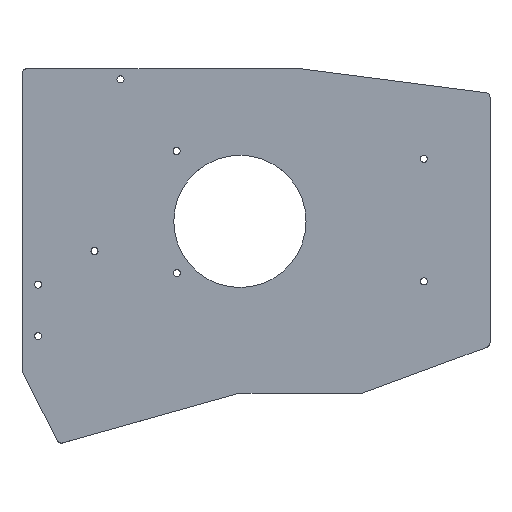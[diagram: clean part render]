
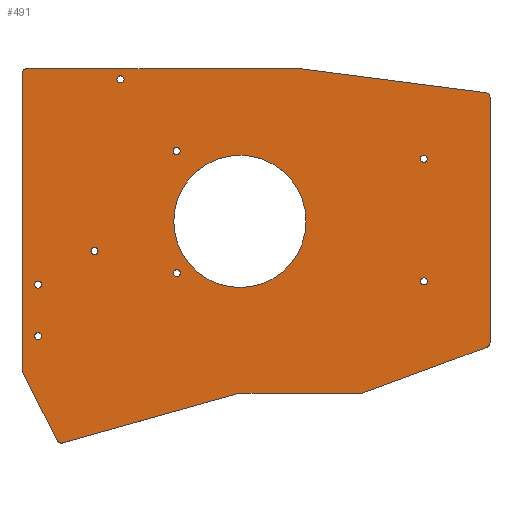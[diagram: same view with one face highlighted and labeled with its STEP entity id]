
A CAD part, top view. The second image highlights one B-rep face of the part: STEP entity #491.
In plain terms, the highlighted planar face has unit normal (0, 0, 1).
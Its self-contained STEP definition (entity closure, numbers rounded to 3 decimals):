
#15=FACE_BOUND('',#90,.T.);
#16=FACE_BOUND('',#91,.T.);
#17=FACE_BOUND('',#92,.T.);
#18=FACE_BOUND('',#93,.T.);
#19=FACE_BOUND('',#94,.T.);
#20=FACE_BOUND('',#95,.T.);
#21=FACE_BOUND('',#96,.T.);
#22=FACE_BOUND('',#97,.T.);
#23=FACE_BOUND('',#98,.T.);
#41=PLANE('',#557);
#65=FACE_OUTER_BOUND('',#89,.T.);
#89=EDGE_LOOP('',(#411,#412,#413,#414,#415,#416,#417,#418,#419,#420,#421,
#422,#423));
#90=EDGE_LOOP('',(#424));
#91=EDGE_LOOP('',(#425));
#92=EDGE_LOOP('',(#426));
#93=EDGE_LOOP('',(#427));
#94=EDGE_LOOP('',(#428));
#95=EDGE_LOOP('',(#429));
#96=EDGE_LOOP('',(#430));
#97=EDGE_LOOP('',(#431));
#98=EDGE_LOOP('',(#432));
#120=LINE('',#765,#158);
#124=LINE('',#777,#162);
#128=LINE('',#789,#166);
#132=LINE('',#801,#170);
#135=LINE('',#807,#173);
#139=LINE('',#819,#177);
#143=LINE('',#831,#181);
#146=LINE('',#835,#184);
#158=VECTOR('',#628,10.);
#162=VECTOR('',#640,10.);
#166=VECTOR('',#652,10.);
#170=VECTOR('',#664,10.);
#173=VECTOR('',#669,10.);
#177=VECTOR('',#681,10.);
#181=VECTOR('',#693,10.);
#184=VECTOR('',#698,10.);
#185=CIRCLE('',#508,1.1);
#187=CIRCLE('',#511,1.1);
#189=CIRCLE('',#514,1.1);
#191=CIRCLE('',#517,1.1);
#193=CIRCLE('',#520,1.1);
#195=CIRCLE('',#523,20.55);
#197=CIRCLE('',#526,1.1);
#199=CIRCLE('',#529,1.1);
#201=CIRCLE('',#532,1.1);
#204=CIRCLE('',#537,1.5);
#206=CIRCLE('',#541,1.502);
#208=CIRCLE('',#545,1.5);
#210=CIRCLE('',#550,1.511);
#212=CIRCLE('',#554,1.5);
#213=VERTEX_POINT('',#705);
#215=VERTEX_POINT('',#711);
#217=VERTEX_POINT('',#717);
#219=VERTEX_POINT('',#723);
#221=VERTEX_POINT('',#729);
#223=VERTEX_POINT('',#735);
#225=VERTEX_POINT('',#741);
#227=VERTEX_POINT('',#747);
#229=VERTEX_POINT('',#753);
#233=VERTEX_POINT('',#762);
#234=VERTEX_POINT('',#764);
#236=VERTEX_POINT('',#770);
#238=VERTEX_POINT('',#776);
#240=VERTEX_POINT('',#782);
#242=VERTEX_POINT('',#788);
#244=VERTEX_POINT('',#794);
#246=VERTEX_POINT('',#800);
#248=VERTEX_POINT('',#806);
#250=VERTEX_POINT('',#812);
#252=VERTEX_POINT('',#818);
#254=VERTEX_POINT('',#824);
#256=VERTEX_POINT('',#830);
#257=EDGE_CURVE('',#213,#213,#185,.T.);
#260=EDGE_CURVE('',#215,#215,#187,.T.);
#263=EDGE_CURVE('',#217,#217,#189,.T.);
#266=EDGE_CURVE('',#219,#219,#191,.T.);
#269=EDGE_CURVE('',#221,#221,#193,.T.);
#272=EDGE_CURVE('',#223,#223,#195,.T.);
#275=EDGE_CURVE('',#225,#225,#197,.T.);
#278=EDGE_CURVE('',#227,#227,#199,.T.);
#281=EDGE_CURVE('',#229,#229,#201,.T.);
#286=EDGE_CURVE('',#234,#233,#120,.T.);
#289=EDGE_CURVE('',#236,#234,#204,.T.);
#292=EDGE_CURVE('',#238,#236,#124,.T.);
#295=EDGE_CURVE('',#240,#238,#206,.T.);
#298=EDGE_CURVE('',#242,#240,#128,.T.);
#301=EDGE_CURVE('',#244,#242,#208,.T.);
#304=EDGE_CURVE('',#246,#244,#132,.T.);
#307=EDGE_CURVE('',#248,#246,#135,.T.);
#310=EDGE_CURVE('',#250,#248,#210,.T.);
#313=EDGE_CURVE('',#252,#250,#139,.T.);
#316=EDGE_CURVE('',#254,#252,#212,.T.);
#319=EDGE_CURVE('',#256,#254,#143,.T.);
#322=EDGE_CURVE('',#233,#256,#146,.T.);
#411=ORIENTED_EDGE('',*,*,#322,.T.);
#412=ORIENTED_EDGE('',*,*,#319,.T.);
#413=ORIENTED_EDGE('',*,*,#316,.T.);
#414=ORIENTED_EDGE('',*,*,#313,.T.);
#415=ORIENTED_EDGE('',*,*,#310,.T.);
#416=ORIENTED_EDGE('',*,*,#307,.T.);
#417=ORIENTED_EDGE('',*,*,#304,.T.);
#418=ORIENTED_EDGE('',*,*,#301,.T.);
#419=ORIENTED_EDGE('',*,*,#298,.T.);
#420=ORIENTED_EDGE('',*,*,#295,.T.);
#421=ORIENTED_EDGE('',*,*,#292,.T.);
#422=ORIENTED_EDGE('',*,*,#289,.T.);
#423=ORIENTED_EDGE('',*,*,#286,.T.);
#424=ORIENTED_EDGE('',*,*,#281,.T.);
#425=ORIENTED_EDGE('',*,*,#278,.T.);
#426=ORIENTED_EDGE('',*,*,#275,.T.);
#427=ORIENTED_EDGE('',*,*,#272,.T.);
#428=ORIENTED_EDGE('',*,*,#269,.T.);
#429=ORIENTED_EDGE('',*,*,#266,.T.);
#430=ORIENTED_EDGE('',*,*,#263,.T.);
#431=ORIENTED_EDGE('',*,*,#260,.T.);
#432=ORIENTED_EDGE('',*,*,#257,.T.);
#491=ADVANCED_FACE('',(#65,#15,#16,#17,#18,#19,#20,#21,#22,#23),#41,.T.);
#508=AXIS2_PLACEMENT_3D('',#706,#563,#564);
#511=AXIS2_PLACEMENT_3D('',#712,#570,#571);
#514=AXIS2_PLACEMENT_3D('',#718,#577,#578);
#517=AXIS2_PLACEMENT_3D('',#724,#584,#585);
#520=AXIS2_PLACEMENT_3D('',#730,#591,#592);
#523=AXIS2_PLACEMENT_3D('',#736,#598,#599);
#526=AXIS2_PLACEMENT_3D('',#742,#605,#606);
#529=AXIS2_PLACEMENT_3D('',#748,#612,#613);
#532=AXIS2_PLACEMENT_3D('',#754,#619,#620);
#537=AXIS2_PLACEMENT_3D('',#771,#634,#635);
#541=AXIS2_PLACEMENT_3D('',#783,#646,#647);
#545=AXIS2_PLACEMENT_3D('',#795,#658,#659);
#550=AXIS2_PLACEMENT_3D('',#813,#675,#676);
#554=AXIS2_PLACEMENT_3D('',#825,#687,#688);
#557=AXIS2_PLACEMENT_3D('',#836,#699,#700);
#563=DIRECTION('center_axis',(0.,0.,-1.));
#564=DIRECTION('ref_axis',(-1.,0.,0.));
#570=DIRECTION('center_axis',(0.,0.,-1.));
#571=DIRECTION('ref_axis',(-1.,0.,0.));
#577=DIRECTION('center_axis',(0.,0.,-1.));
#578=DIRECTION('ref_axis',(-1.,0.,0.));
#584=DIRECTION('center_axis',(0.,0.,-1.));
#585=DIRECTION('ref_axis',(-1.,0.,0.));
#591=DIRECTION('center_axis',(0.,0.,-1.));
#592=DIRECTION('ref_axis',(-1.,0.,0.));
#598=DIRECTION('center_axis',(0.,0.,-1.));
#599=DIRECTION('ref_axis',(-1.,0.,0.));
#605=DIRECTION('center_axis',(0.,0.,-1.));
#606=DIRECTION('ref_axis',(-1.,0.,0.));
#612=DIRECTION('center_axis',(0.,0.,-1.));
#613=DIRECTION('ref_axis',(-1.,0.,0.));
#619=DIRECTION('center_axis',(0.,0.,-1.));
#620=DIRECTION('ref_axis',(-1.,0.,0.));
#628=DIRECTION('',(0.963,0.271,0.));
#634=DIRECTION('center_axis',(0.,0.,1.));
#635=DIRECTION('ref_axis',(0.264,-0.965,0.));
#640=DIRECTION('',(0.454,-0.891,0.));
#646=DIRECTION('center_axis',(0.,0.,1.));
#647=DIRECTION('ref_axis',(-0.891,-0.454,0.));
#652=DIRECTION('',(0.,-1.,0.));
#658=DIRECTION('center_axis',(0.,0.,1.));
#659=DIRECTION('ref_axis',(-1.,0.,0.));
#664=DIRECTION('',(-1.,0.,0.));
#669=DIRECTION('',(-0.992,0.128,0.));
#675=DIRECTION('center_axis',(0.,0.,1.));
#676=DIRECTION('ref_axis',(0.116,0.993,0.));
#681=DIRECTION('',(0.,1.,0.));
#687=DIRECTION('center_axis',(0.,0.,1.));
#688=DIRECTION('ref_axis',(1.,0.,0.));
#693=DIRECTION('',(0.938,0.346,0.));
#698=DIRECTION('',(1.,0.,0.));
#699=DIRECTION('center_axis',(0.,0.,1.));
#700=DIRECTION('ref_axis',(1.,0.,0.));
#705=CARTESIAN_POINT('',(87.499,-116.999,1.6));
#706=CARTESIAN_POINT('Origin',(86.399,-116.999,1.6));
#711=CARTESIAN_POINT('',(207.373,-100.024,1.6));
#712=CARTESIAN_POINT('Origin',(206.273,-100.024,1.6));
#717=CARTESIAN_POINT('',(130.629,-97.459,1.6));
#718=CARTESIAN_POINT('Origin',(129.529,-97.459,1.6));
#723=CARTESIAN_POINT('',(130.539,-59.509,1.6));
#724=CARTESIAN_POINT('Origin',(129.439,-59.509,1.6));
#729=CARTESIAN_POINT('',(87.499,-100.999,1.6));
#730=CARTESIAN_POINT('Origin',(86.399,-100.999,1.6));
#735=CARTESIAN_POINT('',(169.674,-81.369,1.6));
#736=CARTESIAN_POINT('Origin',(149.124,-81.369,1.6));
#741=CARTESIAN_POINT('',(105.029,-90.589,1.6));
#742=CARTESIAN_POINT('Origin',(103.929,-90.589,1.6));
#747=CARTESIAN_POINT('',(113.109,-37.25,1.6));
#748=CARTESIAN_POINT('Origin',(112.009,-37.25,1.6));
#753=CARTESIAN_POINT('',(207.388,-61.909,1.6));
#754=CARTESIAN_POINT('Origin',(206.288,-61.909,1.6));
#762=CARTESIAN_POINT('',(149.124,-134.724,1.6));
#764=CARTESIAN_POINT('',(94.109,-150.219,1.6));
#765=CARTESIAN_POINT('',(94.109,-150.219,1.6));
#770=CARTESIAN_POINT('',(92.377,-149.453,1.6));
#771=CARTESIAN_POINT('Origin',(93.713,-148.772,1.6));
#776=CARTESIAN_POINT('',(81.566,-128.237,1.6));
#777=CARTESIAN_POINT('',(81.566,-128.237,1.6));
#782=CARTESIAN_POINT('',(81.402,-127.529,1.6));
#783=CARTESIAN_POINT('Origin',(82.904,-127.555,1.6));
#788=CARTESIAN_POINT('',(81.402,-35.475,1.6));
#789=CARTESIAN_POINT('',(81.402,-35.475,1.6));
#794=CARTESIAN_POINT('',(82.903,-33.975,1.6));
#795=CARTESIAN_POINT('Origin',(82.903,-35.475,1.6));
#800=CARTESIAN_POINT('',(168.173,-33.975,1.6));
#801=CARTESIAN_POINT('',(168.173,-33.975,1.6));
#806=CARTESIAN_POINT('',(225.487,-41.374,1.6));
#807=CARTESIAN_POINT('',(168.173,-33.975,1.6));
#812=CARTESIAN_POINT('',(226.823,-42.875,1.6));
#813=CARTESIAN_POINT('Origin',(225.312,-42.874,1.6));
#818=CARTESIAN_POINT('',(226.823,-119.074,1.6));
#819=CARTESIAN_POINT('',(226.823,-42.875,1.6));
#824=CARTESIAN_POINT('',(225.917,-120.451,1.6));
#825=CARTESIAN_POINT('Origin',(225.323,-119.074,1.6));
#830=CARTESIAN_POINT('',(187.223,-134.724,1.6));
#831=CARTESIAN_POINT('',(187.223,-134.724,1.6));
#835=CARTESIAN_POINT('',(149.124,-134.724,1.6));
#836=CARTESIAN_POINT('Origin',(154.113,-92.123,1.6));
